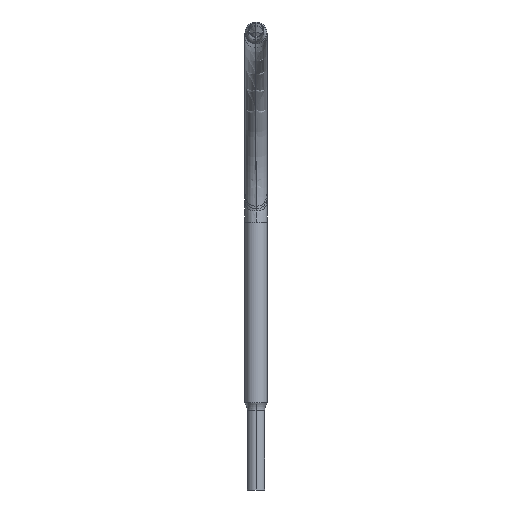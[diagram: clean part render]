
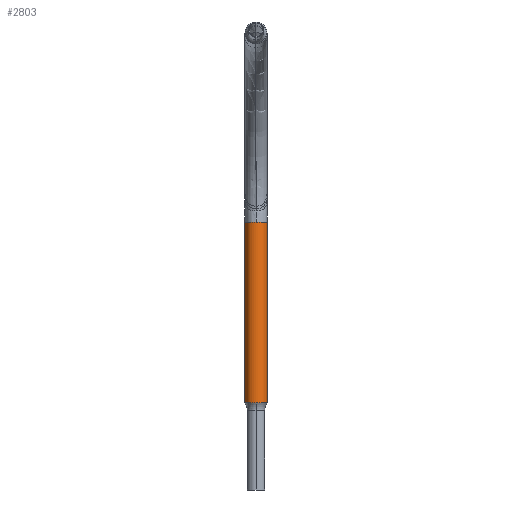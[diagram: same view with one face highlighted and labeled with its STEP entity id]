
A CAD part, left-side view. The second image highlights one B-rep face of the part: STEP entity #2803.
In plain terms, the highlighted cylindrical face has radius 44.45 mm (diameter 88.9 mm), a partial arc.
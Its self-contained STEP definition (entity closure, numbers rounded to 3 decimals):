
#129 = DIRECTION ( 'NONE',  ( 1., 0., 0. ) ) ;
#142 = CIRCLE ( 'NONE', #1720, 44.45 ) ;
#180 = CARTESIAN_POINT ( 'NONE',  ( 0., 0., 0. ) ) ;
#237 = AXIS2_PLACEMENT_3D ( 'NONE', #309, #1452, #4955 ) ;
#301 = AXIS2_PLACEMENT_3D ( 'NONE', #401, #3108, #1517 ) ;
#309 = CARTESIAN_POINT ( 'NONE',  ( 0., 725.334, 0. ) ) ;
#320 = CIRCLE ( 'NONE', #237, 44.45 ) ;
#385 = CIRCLE ( 'NONE', #301, 44.45 ) ;
#401 = CARTESIAN_POINT ( 'NONE',  ( 0., 0., 0. ) ) ;
#414 = ORIENTED_EDGE ( 'NONE', *, *, #2388, .T. ) ;
#431 = DIRECTION ( 'NONE',  ( -1., 0., 0. ) ) ;
#433 = VERTEX_POINT ( 'NONE', #3681 ) ;
#630 = DIRECTION ( 'NONE',  ( 0., 1., 0. ) ) ;
#709 = EDGE_CURVE ( 'NONE', #3149, #3184, #385, .T. ) ;
#759 = ORIENTED_EDGE ( 'NONE', *, *, #3458, .F. ) ;
#823 = CARTESIAN_POINT ( 'NONE',  ( 0., 0., 0. ) ) ;
#897 = VECTOR ( 'NONE', #1060, 1000. ) ;
#1060 = DIRECTION ( 'NONE',  ( 0., 1., 0. ) ) ;
#1340 = VERTEX_POINT ( 'NONE', #2150 ) ;
#1452 = DIRECTION ( 'NONE',  ( 0., 1., 0. ) ) ;
#1516 = CARTESIAN_POINT ( 'NONE',  ( 0., 0., -44.45 ) ) ;
#1517 = DIRECTION ( 'NONE',  ( 1., 0., 0. ) ) ;
#1660 = ORIENTED_EDGE ( 'NONE', *, *, #3249, .F. ) ;
#1720 = AXIS2_PLACEMENT_3D ( 'NONE', #180, #4105, #129 ) ;
#1970 = AXIS2_PLACEMENT_3D ( 'NONE', #3089, #4277, #431 ) ;
#2138 = CIRCLE ( 'NONE', #1970, 44.45 ) ;
#2150 = CARTESIAN_POINT ( 'NONE',  ( 0., 725.334, -44.45 ) ) ;
#2388 = EDGE_CURVE ( 'NONE', #3149, #433, #4667, .T. ) ;
#2431 = DIRECTION ( 'NONE',  ( 0., 1., 0. ) ) ;
#2438 = ORIENTED_EDGE ( 'NONE', *, *, #2865, .F. ) ;
#2513 = ORIENTED_EDGE ( 'NONE', *, *, #709, .F. ) ;
#2643 = EDGE_CURVE ( 'NONE', #1340, #3486, #2138, .T. ) ;
#2803 = ADVANCED_FACE ( 'NONE', ( #3167 ), #4359, .T. ) ;
#2865 = EDGE_CURVE ( 'NONE', #3978, #1340, #4492, .T. ) ;
#3089 = CARTESIAN_POINT ( 'NONE',  ( 0., 725.334, 0. ) ) ;
#3108 = DIRECTION ( 'NONE',  ( 0., -1., 0. ) ) ;
#3149 = VERTEX_POINT ( 'NONE', #3720 ) ;
#3167 = FACE_OUTER_BOUND ( 'NONE', #3651, .T. ) ;
#3184 = VERTEX_POINT ( 'NONE', #3673 ) ;
#3249 = EDGE_CURVE ( 'NONE', #3184, #3978, #142, .T. ) ;
#3458 = EDGE_CURVE ( 'NONE', #3486, #433, #320, .T. ) ;
#3486 = VERTEX_POINT ( 'NONE', #4178 ) ;
#3651 = EDGE_LOOP ( 'NONE', ( #2438, #1660, #2513, #414, #759, #5048 ) ) ;
#3673 = CARTESIAN_POINT ( 'NONE',  ( -44.45, 0., 0. ) ) ;
#3681 = CARTESIAN_POINT ( 'NONE',  ( 0., 725.334, 44.45 ) ) ;
#3720 = CARTESIAN_POINT ( 'NONE',  ( 0., 0., 44.45 ) ) ;
#3913 = CARTESIAN_POINT ( 'NONE',  ( 0., 0., 44.45 ) ) ;
#3978 = VERTEX_POINT ( 'NONE', #1516 ) ;
#3992 = DIRECTION ( 'NONE',  ( 0., 0., 1. ) ) ;
#4105 = DIRECTION ( 'NONE',  ( 0., -1., 0. ) ) ;
#4165 = CARTESIAN_POINT ( 'NONE',  ( 0., 0., -44.45 ) ) ;
#4178 = CARTESIAN_POINT ( 'NONE',  ( -44.45, 725.334, 0. ) ) ;
#4277 = DIRECTION ( 'NONE',  ( 0., 1., 0. ) ) ;
#4350 = AXIS2_PLACEMENT_3D ( 'NONE', #823, #2431, #3992 ) ;
#4359 = CYLINDRICAL_SURFACE ( 'NONE', #4350, 44.45 ) ;
#4492 = LINE ( 'NONE', #4165, #4765 ) ;
#4667 = LINE ( 'NONE', #3913, #897 ) ;
#4765 = VECTOR ( 'NONE', #630, 1000. ) ;
#4955 = DIRECTION ( 'NONE',  ( -1., 0., 0. ) ) ;
#5048 = ORIENTED_EDGE ( 'NONE', *, *, #2643, .F. ) ;
